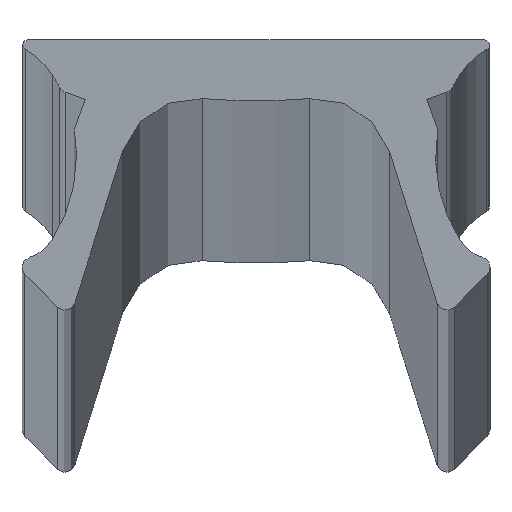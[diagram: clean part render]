
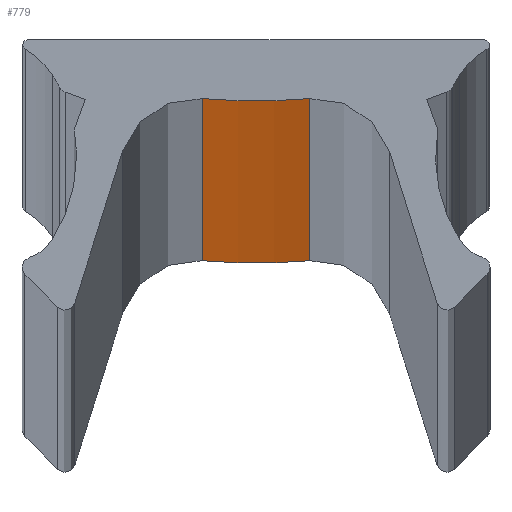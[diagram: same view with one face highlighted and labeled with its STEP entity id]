
A CAD part, top view. The second image highlights one B-rep face of the part: STEP entity #779.
In plain terms, the highlighted cylindrical face has radius 12 mm (diameter 24 mm), a partial arc.
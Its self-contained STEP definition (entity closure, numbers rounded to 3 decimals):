
#7 = AXIS2_PLACEMENT_3D ( 'NONE', #462, #280, #366 ) ;
#61 = CIRCLE ( 'NONE', #183, 12. ) ;
#62 = ORIENTED_EDGE ( 'NONE', *, *, #1084, .F. ) ;
#88 = CIRCLE ( 'NONE', #1073, 12. ) ;
#158 = DIRECTION ( 'NONE',  ( 1., 0., 0. ) ) ;
#183 = AXIS2_PLACEMENT_3D ( 'NONE', #1074, #581, #961 ) ;
#207 = CARTESIAN_POINT ( 'NONE',  ( 1.055, -1.154, -20. ) ) ;
#222 = VERTEX_POINT ( 'NONE', #417 ) ;
#226 = EDGE_LOOP ( 'NONE', ( #62, #948, #679, #811 ) ) ;
#280 = DIRECTION ( 'NONE',  ( 0., 0., 1. ) ) ;
#366 = DIRECTION ( 'NONE',  ( 1., 0., 0. ) ) ;
#417 = CARTESIAN_POINT ( 'NONE',  ( 1.055, -1.154, 1800. ) ) ;
#445 = EDGE_CURVE ( 'NONE', #790, #1196, #710, .T. ) ;
#462 = CARTESIAN_POINT ( 'NONE',  ( 0., 10.8, -20. ) ) ;
#554 = DIRECTION ( 'NONE',  ( 0., 0., -1. ) ) ;
#581 = DIRECTION ( 'NONE',  ( 0., 0., 1. ) ) ;
#641 = CARTESIAN_POINT ( 'NONE',  ( -1.055, -1.154, 1800. ) ) ;
#658 = CYLINDRICAL_SURFACE ( 'NONE', #7, 12. ) ;
#679 = ORIENTED_EDGE ( 'NONE', *, *, #1266, .T. ) ;
#710 = LINE ( 'NONE', #1049, #915 ) ;
#779 = ADVANCED_FACE ( 'NONE', ( #981 ), #658, .T. ) ;
#790 = VERTEX_POINT ( 'NONE', #641 ) ;
#811 = ORIENTED_EDGE ( 'NONE', *, *, #1124, .T. ) ;
#883 = CARTESIAN_POINT ( 'NONE',  ( 1.055, -1.154, -20. ) ) ;
#900 = VECTOR ( 'NONE', #1191, 1000. ) ;
#907 = DIRECTION ( 'NONE',  ( 0., 0., 1. ) ) ;
#915 = VECTOR ( 'NONE', #554, 1000. ) ;
#939 = LINE ( 'NONE', #207, #900 ) ;
#948 = ORIENTED_EDGE ( 'NONE', *, *, #445, .T. ) ;
#961 = DIRECTION ( 'NONE',  ( 1., 0., 0. ) ) ;
#981 = FACE_OUTER_BOUND ( 'NONE', #226, .T. ) ;
#996 = CARTESIAN_POINT ( 'NONE',  ( -1.055, -1.154, -20. ) ) ;
#1049 = CARTESIAN_POINT ( 'NONE',  ( -1.055, -1.154, -20. ) ) ;
#1073 = AXIS2_PLACEMENT_3D ( 'NONE', #1221, #907, #158 ) ;
#1074 = CARTESIAN_POINT ( 'NONE',  ( 0., 10.8, 1800. ) ) ;
#1084 = EDGE_CURVE ( 'NONE', #790, #222, #61, .T. ) ;
#1124 = EDGE_CURVE ( 'NONE', #1195, #222, #939, .T. ) ;
#1191 = DIRECTION ( 'NONE',  ( 0., 0., 1. ) ) ;
#1195 = VERTEX_POINT ( 'NONE', #883 ) ;
#1196 = VERTEX_POINT ( 'NONE', #996 ) ;
#1221 = CARTESIAN_POINT ( 'NONE',  ( 0., 10.8, -20. ) ) ;
#1266 = EDGE_CURVE ( 'NONE', #1196, #1195, #88, .T. ) ;
